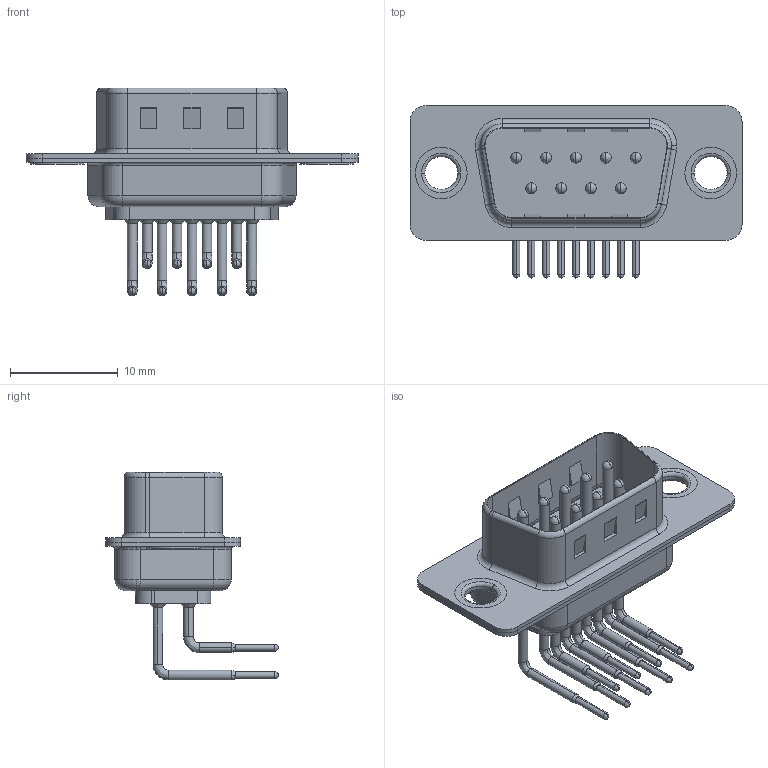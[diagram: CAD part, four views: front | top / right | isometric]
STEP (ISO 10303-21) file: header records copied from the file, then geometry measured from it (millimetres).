
FILE_DESCRIPTION (( 'STEP AP203' ), '1' );
FILE_NAME ('629-M09-240-WN1.STEP', '2018-09-25T14:46:12', ( '' ), ( '' ), 'SwSTEP 2.0', 'SolidWorks 2016', '' );
FILE_SCHEMA (( 'CONFIG_CONTROL_DESIGN' ));
Length unit declared in the file: millimetre
Products named in the file (7): 629M Contact Row 2; 629M Thru Hole Rivet; 629-M09-240-WN1; 629M Housing_09 Contacts; 629M Shell Front_09 Contacts; 629M Shell Rear_09 Contacts; 629M Contact Row 1
Assembly tree (14 placements, depth 2):
  629-M09-240-WN1
    629M Housing_09 Contacts
    629M Shell Front_09 Contacts
    629M Shell Rear_09 Contacts
    629M Contact Row 1  x5
    629M Contact Row 2  x4
    629M Thru Hole Rivet  x2
Bounding box: 30.8 x 16 x 19.29 mm (x, y, z)
Volume: 1302.2 mm3; surface area: 3762.2 mm2
Topology: 14 solids, 14 shells, 1268 faces, 3475 edges, 2246 vertices
Faces by surface type: plane 683, cylinder 437, torus 58, bspline 54, cone 36
Entity records: 17541 total; most frequent: CARTESIAN_POINT 3054, DIRECTION 2973, ORIENTED_EDGE 2750, EDGE_CURVE 1375, AXIS2_PLACEMENT_3D 1074, VERTEX_POINT 884, VECTOR 825, LINE 825
